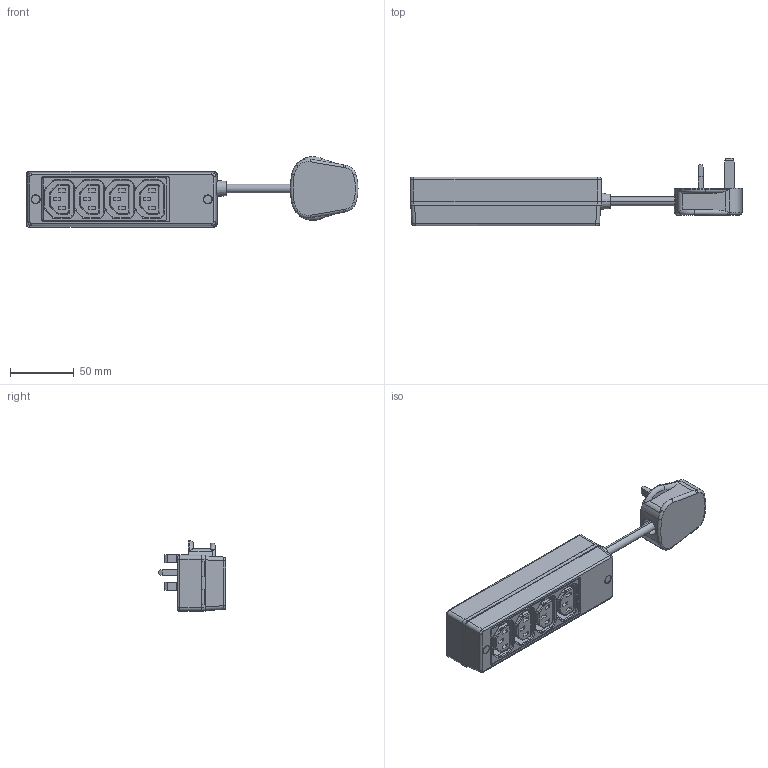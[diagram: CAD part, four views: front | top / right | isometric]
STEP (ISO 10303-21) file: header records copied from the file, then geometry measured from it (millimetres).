
FILE_DESCRIPTION (( 'STEP AP214' ), '1' );
FILE_NAME ('ACPDU-634C3-LC_3D.step', '2023-10-17T07:21:45', ( '' ), ( '' ), 'SwSTEP 2.0', 'SolidWorks 2022', '' );
FILE_SCHEMA (( 'AUTOMOTIVE_DESIGN' ));
Length unit declared in the file: millimetre
Products named in the file (1): ACPDU-634C3-LC_3D
Bounding box: 260.15 x 52.74 x 55.44 mm (x, y, z)
Volume: 141405.5 mm3; surface area: 103883.3 mm2
Topology: 12 solids, 12 shells, 5434 faces, 15141 edges, 9927 vertices
Faces by surface type: plane 4628, cylinder 568, torus 104, bspline 76, sphere 32, cone 26
Entity records: 182978 total; most frequent: CARTESIAN_POINT 43583, ORIENTED_EDGE 30210, DIRECTION 26550, EDGE_CURVE 15105, LINE 13508, VECTOR 13508, VERTEX_POINT 9911, AXIS2_PLACEMENT_3D 6521
